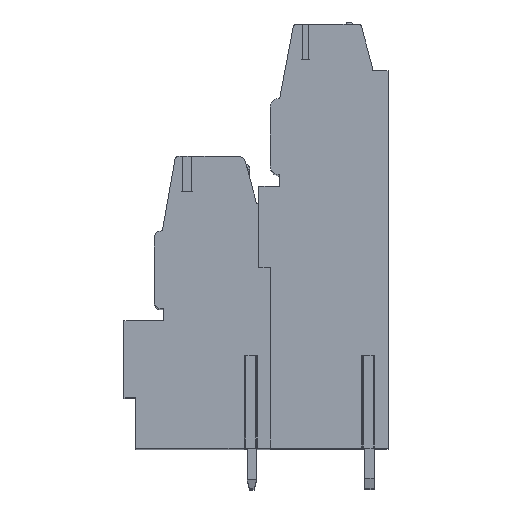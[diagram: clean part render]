
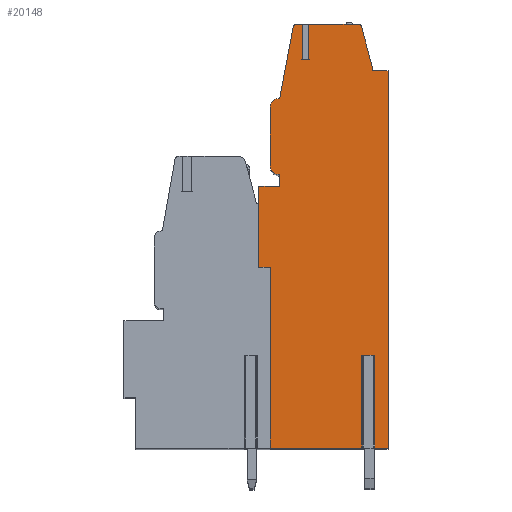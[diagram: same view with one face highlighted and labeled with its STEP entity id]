
A CAD part, top view. The second image highlights one B-rep face of the part: STEP entity #20148.
In plain terms, the highlighted planar face has unit normal (0, 0, 1).
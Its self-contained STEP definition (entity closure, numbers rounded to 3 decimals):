
#13=DIRECTION('',(0.,1.,0.));
#14=VECTOR('',#13,15.6);
#15=CARTESIAN_POINT('',(1.,-19.1,68.58));
#16=LINE('',#15,#14);
#17=DIRECTION('',(1.,0.,0.));
#18=VECTOR('',#17,1.);
#19=CARTESIAN_POINT('',(0.,-3.5,68.58));
#20=LINE('',#19,#18);
#21=DIRECTION('',(-1.,0.,0.));
#22=VECTOR('',#21,1.8);
#23=CARTESIAN_POINT('',(1.8,3.5,68.58));
#24=LINE('',#23,#22);
#25=DIRECTION('',(0.,-1.,0.));
#26=VECTOR('',#25,1.);
#27=CARTESIAN_POINT('',(1.8,4.5,68.58));
#28=LINE('',#27,#26);
#29=CARTESIAN_POINT('',(1.8,5.3,68.58));
#30=DIRECTION('',(0.,0.,1.));
#31=DIRECTION('',(-1.,0.,0.));
#32=AXIS2_PLACEMENT_3D('',#29,#30,#31);
#34=DIRECTION('',(0.,-1.,0.));
#35=VECTOR('',#34,5.);
#36=CARTESIAN_POINT('',(1.,10.3,68.58));
#37=LINE('',#36,#35);
#38=CARTESIAN_POINT('',(1.8,10.3,68.58));
#39=DIRECTION('',(0.,0.,1.));
#40=DIRECTION('',(0.,1.,0.));
#41=AXIS2_PLACEMENT_3D('',#38,#39,#40);
#43=DIRECTION('',(-0.186,-0.983,0.));
#44=VECTOR('',#43,6.265);
#45=CARTESIAN_POINT('',(2.964,17.256,68.58));
#46=LINE('',#45,#44);
#47=CARTESIAN_POINT('',(3.259,17.2,68.58));
#48=DIRECTION('',(0.,0.,1.));
#49=DIRECTION('',(0.,1.,0.));
#50=AXIS2_PLACEMENT_3D('',#47,#48,#49);
#52=DIRECTION('',(-1.,0.,0.));
#53=VECTOR('',#52,0.551);
#54=CARTESIAN_POINT('',(3.81,17.5,68.58));
#55=LINE('',#54,#53);
#56=DIRECTION('',(0.,-1.,0.));
#57=VECTOR('',#56,3.05);
#58=CARTESIAN_POINT('',(3.81,17.5,68.58));
#59=LINE('',#58,#57);
#60=DIRECTION('',(1.,0.,0.));
#61=VECTOR('',#60,0.5);
#62=CARTESIAN_POINT('',(3.81,14.45,68.58));
#63=LINE('',#62,#61);
#64=DIRECTION('',(0.,-1.,0.));
#65=VECTOR('',#64,3.05);
#66=CARTESIAN_POINT('',(4.31,17.5,68.58));
#67=LINE('',#66,#65);
#68=DIRECTION('',(-1.,0.,0.));
#69=VECTOR('',#68,4.27);
#70=CARTESIAN_POINT('',(8.58,17.5,68.58));
#71=LINE('',#70,#69);
#72=CARTESIAN_POINT('',(8.58,17.2,68.58));
#73=DIRECTION('',(0.,0.,1.));
#74=DIRECTION('',(0.965,0.261,0.));
#75=AXIS2_PLACEMENT_3D('',#72,#73,#74);
#77=DIRECTION('',(-0.261,0.965,0.));
#78=VECTOR('',#77,3.539);
#79=CARTESIAN_POINT('',(9.792,13.861,68.58));
#80=LINE('',#79,#78);
#81=DIRECTION('',(-0.035,0.999,0.));
#82=VECTOR('',#81,0.361);
#83=CARTESIAN_POINT('',(9.805,13.5,68.58));
#84=LINE('',#83,#82);
#85=DIRECTION('',(-1.,0.,0.));
#86=VECTOR('',#85,1.355);
#87=CARTESIAN_POINT('',(11.16,13.5,68.58));
#88=LINE('',#87,#86);
#89=DIRECTION('',(0.,1.,0.));
#90=VECTOR('',#89,32.6);
#91=CARTESIAN_POINT('',(11.16,-19.1,68.58));
#92=LINE('',#91,#90);
#93=DIRECTION('',(1.,0.,0.));
#94=VECTOR('',#93,1.39);
#95=CARTESIAN_POINT('',(9.77,-19.1,68.58));
#96=LINE('',#95,#94);
#97=DIRECTION('',(0.,1.,0.));
#98=VECTOR('',#97,8.);
#99=CARTESIAN_POINT('',(9.77,-19.1,68.58));
#100=LINE('',#99,#98);
#101=DIRECTION('',(-1.,0.,0.));
#102=VECTOR('',#101,0.62);
#103=CARTESIAN_POINT('',(9.77,-11.1,68.58));
#104=LINE('',#103,#102);
#105=DIRECTION('',(0.,1.,0.));
#106=VECTOR('',#105,8.);
#107=CARTESIAN_POINT('',(9.15,-19.1,68.58));
#108=LINE('',#107,#106);
#109=DIRECTION('',(1.,0.,0.));
#110=VECTOR('',#109,8.15);
#111=CARTESIAN_POINT('',(1.,-19.1,68.58));
#112=LINE('',#111,#110);
#281=DIRECTION('',(0.,-1.,0.));
#282=VECTOR('',#281,7.);
#283=CARTESIAN_POINT('',(0.,3.5,68.58));
#284=LINE('',#283,#282);
#15811=CARTESIAN_POINT('',(11.16,-19.1,68.58));
#15812=CARTESIAN_POINT('',(11.16,13.5,68.58));
#15813=VERTEX_POINT('',#15811);
#15814=VERTEX_POINT('',#15812);
#15815=CARTESIAN_POINT('',(9.805,13.5,68.58));
#15816=VERTEX_POINT('',#15815);
#15817=CARTESIAN_POINT('',(9.792,13.861,68.58));
#15818=VERTEX_POINT('',#15817);
#15819=CARTESIAN_POINT('',(8.87,17.278,68.58));
#15820=VERTEX_POINT('',#15819);
#15821=CARTESIAN_POINT('',(8.58,17.5,68.58));
#15822=VERTEX_POINT('',#15821);
#15823=CARTESIAN_POINT('',(3.259,17.5,68.58));
#15824=CARTESIAN_POINT('',(2.964,17.256,68.58));
#15825=VERTEX_POINT('',#15823);
#15826=VERTEX_POINT('',#15824);
#15827=CARTESIAN_POINT('',(1.8,11.1,68.58));
#15828=VERTEX_POINT('',#15827);
#15829=CARTESIAN_POINT('',(1.,10.3,68.58));
#15830=VERTEX_POINT('',#15829);
#15831=CARTESIAN_POINT('',(1.,5.3,68.58));
#15832=VERTEX_POINT('',#15831);
#15833=CARTESIAN_POINT('',(1.8,4.5,68.58));
#15834=VERTEX_POINT('',#15833);
#15835=CARTESIAN_POINT('',(1.8,3.5,68.58));
#15836=VERTEX_POINT('',#15835);
#15837=CARTESIAN_POINT('',(0.,3.5,68.58));
#15838=VERTEX_POINT('',#15837);
#15923=CARTESIAN_POINT('',(9.77,-11.1,68.58));
#15924=CARTESIAN_POINT('',(9.15,-11.1,68.58));
#15925=VERTEX_POINT('',#15923);
#15926=VERTEX_POINT('',#15924);
#15927=CARTESIAN_POINT('',(9.77,-19.1,68.58));
#15928=VERTEX_POINT('',#15927);
#15929=CARTESIAN_POINT('',(9.15,-19.1,68.58));
#15930=VERTEX_POINT('',#15929);
#15931=CARTESIAN_POINT('',(1.,-19.1,68.58));
#15932=VERTEX_POINT('',#15931);
#15969=CARTESIAN_POINT('',(3.81,14.45,68.58));
#15970=CARTESIAN_POINT('',(4.31,14.45,68.58));
#15971=VERTEX_POINT('',#15969);
#15972=VERTEX_POINT('',#15970);
#15973=CARTESIAN_POINT('',(3.81,17.5,68.58));
#15974=VERTEX_POINT('',#15973);
#15979=CARTESIAN_POINT('',(4.31,17.5,68.58));
#15980=VERTEX_POINT('',#15979);
#19785=CARTESIAN_POINT('',(1.,-3.5,68.58));
#19786=VERTEX_POINT('',#19785);
#19787=CARTESIAN_POINT('',(0.,-3.5,68.58));
#19788=VERTEX_POINT('',#19787);
#20091=CARTESIAN_POINT('',(0.,0.,68.58));
#20092=DIRECTION('',(0.,0.,1.));
#20093=DIRECTION('',(1.,0.,0.));
#20094=AXIS2_PLACEMENT_3D('',#20091,#20092,#20093);
#20095=PLANE('',#20094);
#20097=ORIENTED_EDGE('',*,*,#20096,.T.);
#20099=ORIENTED_EDGE('',*,*,#20098,.F.);
#20101=ORIENTED_EDGE('',*,*,#20100,.F.);
#20103=ORIENTED_EDGE('',*,*,#20102,.F.);
#20105=ORIENTED_EDGE('',*,*,#20104,.F.);
#20107=ORIENTED_EDGE('',*,*,#20106,.F.);
#20109=ORIENTED_EDGE('',*,*,#20108,.F.);
#20111=ORIENTED_EDGE('',*,*,#20110,.F.);
#20113=ORIENTED_EDGE('',*,*,#20112,.F.);
#20115=ORIENTED_EDGE('',*,*,#20114,.F.);
#20117=ORIENTED_EDGE('',*,*,#20116,.F.);
#20119=ORIENTED_EDGE('',*,*,#20118,.T.);
#20121=ORIENTED_EDGE('',*,*,#20120,.T.);
#20123=ORIENTED_EDGE('',*,*,#20122,.F.);
#20125=ORIENTED_EDGE('',*,*,#20124,.F.);
#20127=ORIENTED_EDGE('',*,*,#20126,.F.);
#20129=ORIENTED_EDGE('',*,*,#20128,.F.);
#20131=ORIENTED_EDGE('',*,*,#20130,.F.);
#20133=ORIENTED_EDGE('',*,*,#20132,.F.);
#20135=ORIENTED_EDGE('',*,*,#20134,.F.);
#20137=ORIENTED_EDGE('',*,*,#20136,.F.);
#20139=ORIENTED_EDGE('',*,*,#20138,.T.);
#20141=ORIENTED_EDGE('',*,*,#20140,.T.);
#20143=ORIENTED_EDGE('',*,*,#20142,.F.);
#20145=ORIENTED_EDGE('',*,*,#20144,.F.);
#20146=EDGE_LOOP('',(#20097,#20099,#20101,#20103,#20105,#20107,#20109,#20111,
#20113,#20115,#20117,#20119,#20121,#20123,#20125,#20127,#20129,#20131,#20133,
#20135,#20137,#20139,#20141,#20143,#20145));
#20147=FACE_OUTER_BOUND('',#20146,.F.);
#33=CIRCLE('',#32,0.8);
#42=CIRCLE('',#41,0.8);
#51=CIRCLE('',#50,0.3);
#76=CIRCLE('',#75,0.3);
#20096=EDGE_CURVE('',#15932,#19786,#16,.T.);
#20098=EDGE_CURVE('',#19788,#19786,#20,.T.);
#20100=EDGE_CURVE('',#15838,#19788,#284,.T.);
#20102=EDGE_CURVE('',#15836,#15838,#24,.T.);
#20104=EDGE_CURVE('',#15834,#15836,#28,.T.);
#20106=EDGE_CURVE('',#15832,#15834,#33,.T.);
#20108=EDGE_CURVE('',#15830,#15832,#37,.T.);
#20110=EDGE_CURVE('',#15828,#15830,#42,.T.);
#20112=EDGE_CURVE('',#15826,#15828,#46,.T.);
#20114=EDGE_CURVE('',#15825,#15826,#51,.T.);
#20116=EDGE_CURVE('',#15974,#15825,#55,.T.);
#20118=EDGE_CURVE('',#15974,#15971,#59,.T.);
#20120=EDGE_CURVE('',#15971,#15972,#63,.T.);
#20122=EDGE_CURVE('',#15980,#15972,#67,.T.);
#20124=EDGE_CURVE('',#15822,#15980,#71,.T.);
#20126=EDGE_CURVE('',#15820,#15822,#76,.T.);
#20128=EDGE_CURVE('',#15818,#15820,#80,.T.);
#20130=EDGE_CURVE('',#15816,#15818,#84,.T.);
#20132=EDGE_CURVE('',#15814,#15816,#88,.T.);
#20134=EDGE_CURVE('',#15813,#15814,#92,.T.);
#20136=EDGE_CURVE('',#15928,#15813,#96,.T.);
#20138=EDGE_CURVE('',#15928,#15925,#100,.T.);
#20140=EDGE_CURVE('',#15925,#15926,#104,.T.);
#20142=EDGE_CURVE('',#15930,#15926,#108,.T.);
#20144=EDGE_CURVE('',#15932,#15930,#112,.T.);
#20148=ADVANCED_FACE('',(#20147),#20095,.T.);
